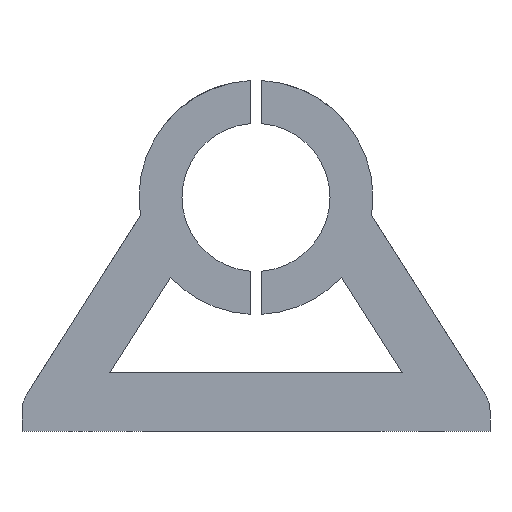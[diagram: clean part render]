
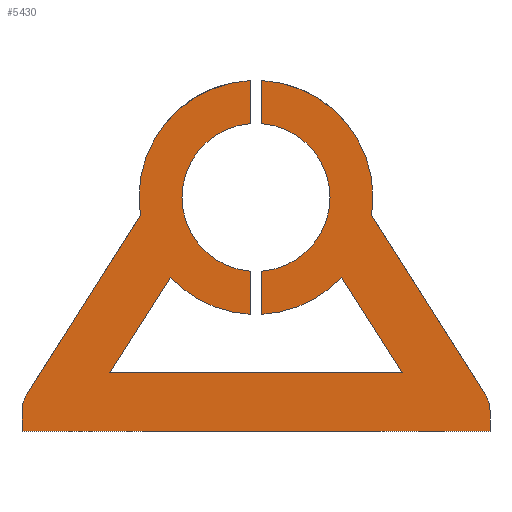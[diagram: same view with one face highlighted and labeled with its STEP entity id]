
A CAD part, front view. The second image highlights one B-rep face of the part: STEP entity #5430.
In plain terms, the highlighted planar face has unit normal (0, -1, 0).
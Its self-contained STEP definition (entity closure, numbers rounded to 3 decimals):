
#23=CIRCLE('',#5671,5.);
#31=CIRCLE('',#5683,5.);
#32=CIRCLE('',#5687,20.);
#33=CIRCLE('',#5688,12.65);
#34=CIRCLE('',#5689,20.);
#35=CIRCLE('',#5690,20.);
#36=CIRCLE('',#5691,12.65);
#37=CIRCLE('',#5692,20.);
#773=FACE_OUTER_BOUND('',#1090,.T.);
#1090=EDGE_LOOP('',(#4330,#4331,#4332,#4333,#4334,#4335,#4336,#4337,#4338,
#4339,#4340,#4341,#4342,#4343,#4344,#4345,#4346,#4347,#4348,#4349));
#1453=LINE('',#8415,#1892);
#1494=LINE('',#8876,#1933);
#1496=LINE('',#8884,#1935);
#1497=LINE('',#8888,#1936);
#1498=LINE('',#8892,#1937);
#1499=LINE('',#8894,#1938);
#1500=LINE('',#8896,#1939);
#1501=LINE('',#8900,#1940);
#1502=LINE('',#8904,#1941);
#1503=LINE('',#8907,#1942);
#1504=LINE('',#8909,#1943);
#1505=LINE('',#8910,#1944);
#1892=VECTOR('',#6087,10.);
#1933=VECTOR('',#6152,10.);
#1935=VECTOR('',#6160,10.);
#1936=VECTOR('',#6163,10.);
#1937=VECTOR('',#6166,10.);
#1938=VECTOR('',#6167,10.);
#1939=VECTOR('',#6168,10.);
#1940=VECTOR('',#6171,10.);
#1941=VECTOR('',#6174,10.);
#1942=VECTOR('',#6177,10.);
#1943=VECTOR('',#6178,10.);
#1944=VECTOR('',#6179,10.);
#2384=VERTEX_POINT('',#8405);
#2385=VERTEX_POINT('',#8407);
#2387=VERTEX_POINT('',#8413);
#2505=VERTEX_POINT('',#8869);
#2506=VERTEX_POINT('',#8871);
#2507=VERTEX_POINT('',#8875);
#2509=VERTEX_POINT('',#8881);
#2510=VERTEX_POINT('',#8883);
#2511=VERTEX_POINT('',#8885);
#2512=VERTEX_POINT('',#8887);
#2513=VERTEX_POINT('',#8889);
#2514=VERTEX_POINT('',#8891);
#2515=VERTEX_POINT('',#8893);
#2516=VERTEX_POINT('',#8895);
#2517=VERTEX_POINT('',#8897);
#2518=VERTEX_POINT('',#8899);
#2519=VERTEX_POINT('',#8901);
#2520=VERTEX_POINT('',#8903);
#2521=VERTEX_POINT('',#8906);
#2522=VERTEX_POINT('',#8908);
#3043=EDGE_CURVE('',#2384,#2385,#23,.T.);
#3047=EDGE_CURVE('',#2387,#2384,#1453,.T.);
#3167=EDGE_CURVE('',#2505,#2506,#31,.T.);
#3169=EDGE_CURVE('',#2506,#2507,#1494,.T.);
#3172=EDGE_CURVE('',#2387,#2509,#32,.T.);
#3173=EDGE_CURVE('',#2509,#2510,#1496,.T.);
#3174=EDGE_CURVE('',#2510,#2511,#33,.T.);
#3175=EDGE_CURVE('',#2511,#2512,#1497,.T.);
#3176=EDGE_CURVE('',#2512,#2513,#34,.T.);
#3177=EDGE_CURVE('',#2513,#2514,#1498,.T.);
#3178=EDGE_CURVE('',#2514,#2515,#1499,.T.);
#3179=EDGE_CURVE('',#2515,#2516,#1500,.T.);
#3180=EDGE_CURVE('',#2516,#2517,#35,.T.);
#3181=EDGE_CURVE('',#2517,#2518,#1501,.T.);
#3182=EDGE_CURVE('',#2518,#2519,#36,.T.);
#3183=EDGE_CURVE('',#2519,#2520,#1502,.T.);
#3184=EDGE_CURVE('',#2520,#2507,#37,.T.);
#3185=EDGE_CURVE('',#2521,#2505,#1503,.T.);
#3186=EDGE_CURVE('',#2522,#2521,#1504,.T.);
#3187=EDGE_CURVE('',#2522,#2385,#1505,.T.);
#4330=ORIENTED_EDGE('',*,*,#3043,.F.);
#4331=ORIENTED_EDGE('',*,*,#3047,.F.);
#4332=ORIENTED_EDGE('',*,*,#3172,.T.);
#4333=ORIENTED_EDGE('',*,*,#3173,.T.);
#4334=ORIENTED_EDGE('',*,*,#3174,.T.);
#4335=ORIENTED_EDGE('',*,*,#3175,.T.);
#4336=ORIENTED_EDGE('',*,*,#3176,.T.);
#4337=ORIENTED_EDGE('',*,*,#3177,.T.);
#4338=ORIENTED_EDGE('',*,*,#3178,.T.);
#4339=ORIENTED_EDGE('',*,*,#3179,.T.);
#4340=ORIENTED_EDGE('',*,*,#3180,.T.);
#4341=ORIENTED_EDGE('',*,*,#3181,.T.);
#4342=ORIENTED_EDGE('',*,*,#3182,.T.);
#4343=ORIENTED_EDGE('',*,*,#3183,.T.);
#4344=ORIENTED_EDGE('',*,*,#3184,.T.);
#4345=ORIENTED_EDGE('',*,*,#3169,.F.);
#4346=ORIENTED_EDGE('',*,*,#3167,.F.);
#4347=ORIENTED_EDGE('',*,*,#3185,.F.);
#4348=ORIENTED_EDGE('',*,*,#3186,.F.);
#4349=ORIENTED_EDGE('',*,*,#3187,.T.);
#5233=PLANE('',#5686);
#5430=ADVANCED_FACE('',(#773),#5233,.F.);
#5671=AXIS2_PLACEMENT_3D('',#8408,#6080,#6081);
#5683=AXIS2_PLACEMENT_3D('',#8872,#6147,#6148);
#5686=AXIS2_PLACEMENT_3D('',#8880,#6156,#6157);
#5687=AXIS2_PLACEMENT_3D('',#8882,#6158,#6159);
#5688=AXIS2_PLACEMENT_3D('',#8886,#6161,#6162);
#5689=AXIS2_PLACEMENT_3D('',#8890,#6164,#6165);
#5690=AXIS2_PLACEMENT_3D('',#8898,#6169,#6170);
#5691=AXIS2_PLACEMENT_3D('',#8902,#6172,#6173);
#5692=AXIS2_PLACEMENT_3D('',#8905,#6175,#6176);
#6080=DIRECTION('center_axis',(0.,1.,0.));
#6081=DIRECTION('ref_axis',(0.96,0.,0.279));
#6087=DIRECTION('',(0.536,0.,-0.844));
#6147=DIRECTION('center_axis',(0.,1.,0.));
#6148=DIRECTION('ref_axis',(-0.96,0.,0.279));
#6152=DIRECTION('',(0.536,0.,0.844));
#6156=DIRECTION('center_axis',(0.,1.,0.));
#6157=DIRECTION('ref_axis',(1.,0.,0.));
#6158=DIRECTION('center_axis',(0.,-1.,0.));
#6159=DIRECTION('ref_axis',(-1.,0.,0.));
#6160=DIRECTION('',(0.,0.,-1.));
#6161=DIRECTION('center_axis',(0.,1.,0.));
#6162=DIRECTION('ref_axis',(-1.,0.,0.));
#6163=DIRECTION('',(0.,0.,-1.));
#6164=DIRECTION('center_axis',(0.,-1.,0.));
#6165=DIRECTION('ref_axis',(-1.,0.,0.));
#6166=DIRECTION('',(0.536,0.,-0.844));
#6167=DIRECTION('',(-1.,0.,0.));
#6168=DIRECTION('',(0.536,0.,0.844));
#6169=DIRECTION('center_axis',(0.,-1.,0.));
#6170=DIRECTION('ref_axis',(-1.,0.,0.));
#6171=DIRECTION('',(0.,0.,1.));
#6172=DIRECTION('center_axis',(0.,1.,0.));
#6173=DIRECTION('ref_axis',(-1.,0.,0.));
#6174=DIRECTION('',(0.,0.,1.));
#6175=DIRECTION('center_axis',(0.,-1.,0.));
#6176=DIRECTION('ref_axis',(-1.,0.,0.));
#6177=DIRECTION('',(0.,0.,1.));
#6178=DIRECTION('',(-1.,0.,0.));
#6179=DIRECTION('',(0.,0.,1.));
#8405=CARTESIAN_POINT('',(39.221,0.,-33.773));
#8407=CARTESIAN_POINT('',(40.,0.,-36.454));
#8408=CARTESIAN_POINT('Origin',(35.,0.,-36.454));
#8413=CARTESIAN_POINT('',(19.754,0.,-3.125));
#8415=CARTESIAN_POINT('',(18.795,0.,-1.615));
#8869=CARTESIAN_POINT('',(-40.,0.,-36.454));
#8871=CARTESIAN_POINT('',(-39.221,0.,-33.773));
#8872=CARTESIAN_POINT('Origin',(-35.,0.,-36.454));
#8875=CARTESIAN_POINT('',(-19.754,0.,-3.125));
#8876=CARTESIAN_POINT('',(-40.,0.,-35.));
#8880=CARTESIAN_POINT('Origin',(0.,0.,-12.5));
#8881=CARTESIAN_POINT('',(1.,0.,19.975));
#8882=CARTESIAN_POINT('Origin',(0.,0.,0.));
#8883=CARTESIAN_POINT('',(1.,0.,12.61));
#8884=CARTESIAN_POINT('',(1.,0.,0.055));
#8885=CARTESIAN_POINT('',(1.,0.,-12.61));
#8886=CARTESIAN_POINT('Origin',(0.,0.,0.));
#8887=CARTESIAN_POINT('',(1.,0.,-19.975));
#8888=CARTESIAN_POINT('',(1.,0.,-16.237));
#8889=CARTESIAN_POINT('',(14.603,0.,-13.666));
#8890=CARTESIAN_POINT('Origin',(0.,0.,0.));
#8891=CARTESIAN_POINT('',(24.978,0.,-30.));
#8892=CARTESIAN_POINT('',(17.428,0.,-18.113));
#8893=CARTESIAN_POINT('',(-24.978,0.,-30.));
#8894=CARTESIAN_POINT('',(-12.489,0.,-30.));
#8895=CARTESIAN_POINT('',(-14.603,0.,-13.666));
#8896=CARTESIAN_POINT('',(-10.84,0.,-7.742));
#8897=CARTESIAN_POINT('',(-1.,0.,-19.975));
#8898=CARTESIAN_POINT('Origin',(0.,0.,0.));
#8899=CARTESIAN_POINT('',(-1.,0.,-12.61));
#8900=CARTESIAN_POINT('',(-1.,0.,-12.555));
#8901=CARTESIAN_POINT('',(-1.,0.,12.61));
#8902=CARTESIAN_POINT('Origin',(0.,0.,0.));
#8903=CARTESIAN_POINT('',(-1.,0.,19.975));
#8904=CARTESIAN_POINT('',(-1.,0.,1.233));
#8905=CARTESIAN_POINT('Origin',(0.,0.,0.));
#8906=CARTESIAN_POINT('',(-40.,0.,-40.));
#8907=CARTESIAN_POINT('',(-40.,0.,-40.));
#8908=CARTESIAN_POINT('',(40.,0.,-40.));
#8909=CARTESIAN_POINT('',(0.,0.,-40.));
#8910=CARTESIAN_POINT('',(40.,0.,-40.));
